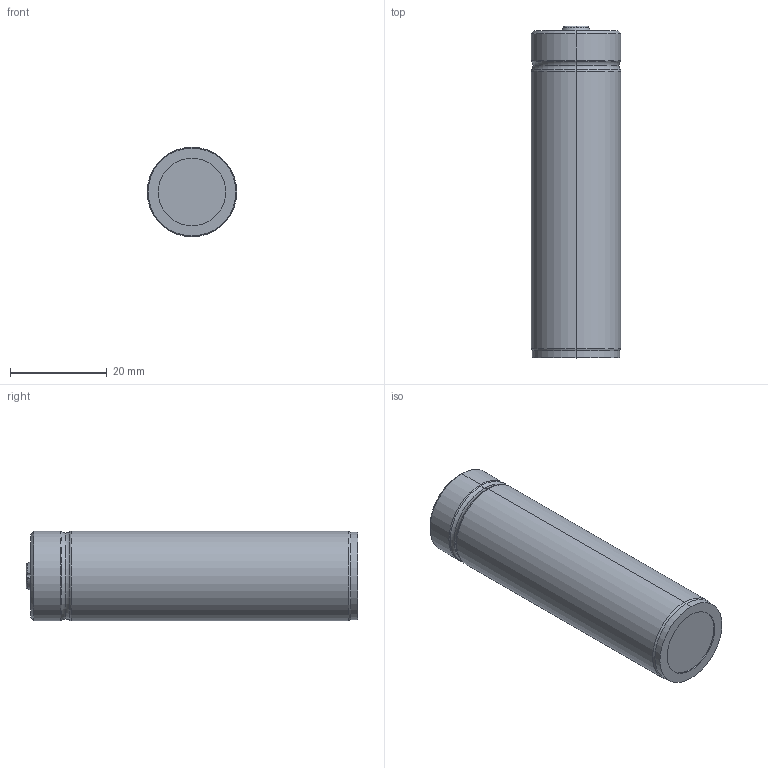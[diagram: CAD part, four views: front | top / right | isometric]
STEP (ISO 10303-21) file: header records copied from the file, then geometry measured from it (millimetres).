
FILE_DESCRIPTION (( 'STEP AP214' ), '1' );
FILE_NAME ('Samsung ICR18650-30B.STEP', '2020-01-30T14:56:10', ( 'Elessar' ), ( '' ), 'SwSTEP 2.0', 'SolidWorks 2018', '' );
FILE_SCHEMA (( 'AUTOMOTIVE_DESIGN' ));
Length unit declared in the file: millimetre
Products named in the file (1): Samsung ICR18650-30B
Bounding box: 18.55 x 68.75 x 18.55 mm (x, y, z)
Volume: 18223.2 mm3; surface area: 4499.4 mm2
Topology: 1 solids, 1 shells, 38 faces, 82 edges, 49 vertices
Faces by surface type: cylinder 12, torus 10, plane 9, cone 7
Entity records: 1293 total; most frequent: CARTESIAN_POINT 212, DIRECTION 199, ORIENTED_EDGE 164, AXIS2_PLACEMENT_3D 88, EDGE_CURVE 82, VERTEX_POINT 49, CIRCLE 49, EDGE_LOOP 41
